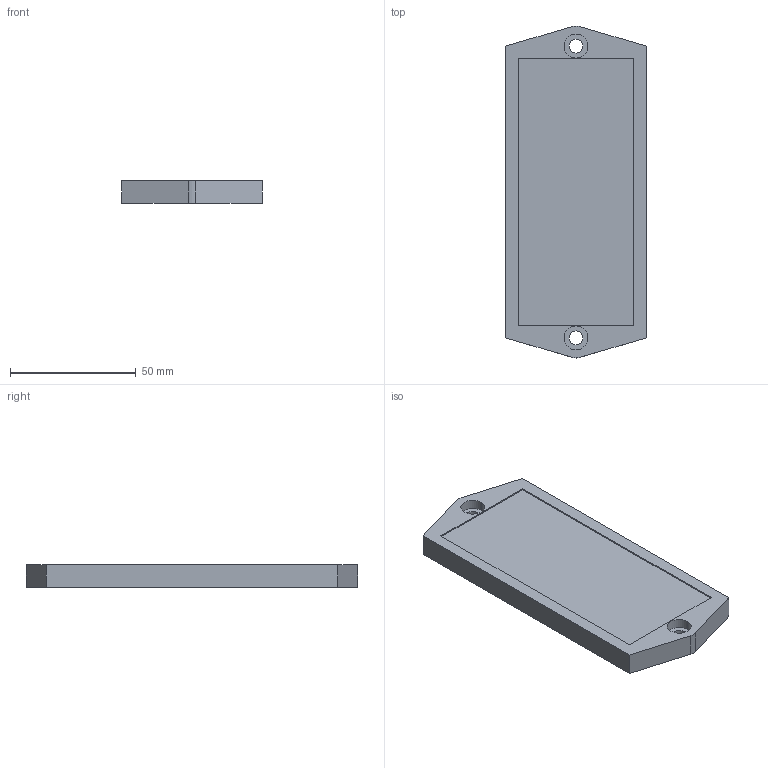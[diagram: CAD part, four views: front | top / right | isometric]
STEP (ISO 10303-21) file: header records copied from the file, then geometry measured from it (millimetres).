
FILE_DESCRIPTION((''),'2;1');
FILE_NAME('156806_ASM','2015-11-16T',('pdmadmin'),(''),'PRO/ENGINEER BY PARAMETRIC TECHNOLOGY CORPORATION, 2013230','PRO/ENGINEER BY PARAMETRIC TECHNOLOGY CORPORATION, 2013230','');
FILE_SCHEMA(('CONFIG_CONTROL_DESIGN'));
Length unit declared in the file: millimetre
Products named in the file (2): 45001; 156806_ASM
Assembly tree (1 placements, depth 2):
  156806_ASM
    45001
Bounding box: 56 x 132 x 9 mm (x, y, z)
Volume: 59355.9 mm3; surface area: 17516.3 mm2
Topology: 1 solids, 1 shells, 25 faces, 60 edges, 40 vertices
Faces by surface type: plane 15, cylinder 10
Entity records: 809 total; most frequent: DIRECTION 136, CARTESIAN_POINT 128, ORIENTED_EDGE 120, EDGE_CURVE 60, AXIS2_PLACEMENT_3D 48, VECTOR 40, LINE 40, VERTEX_POINT 40
